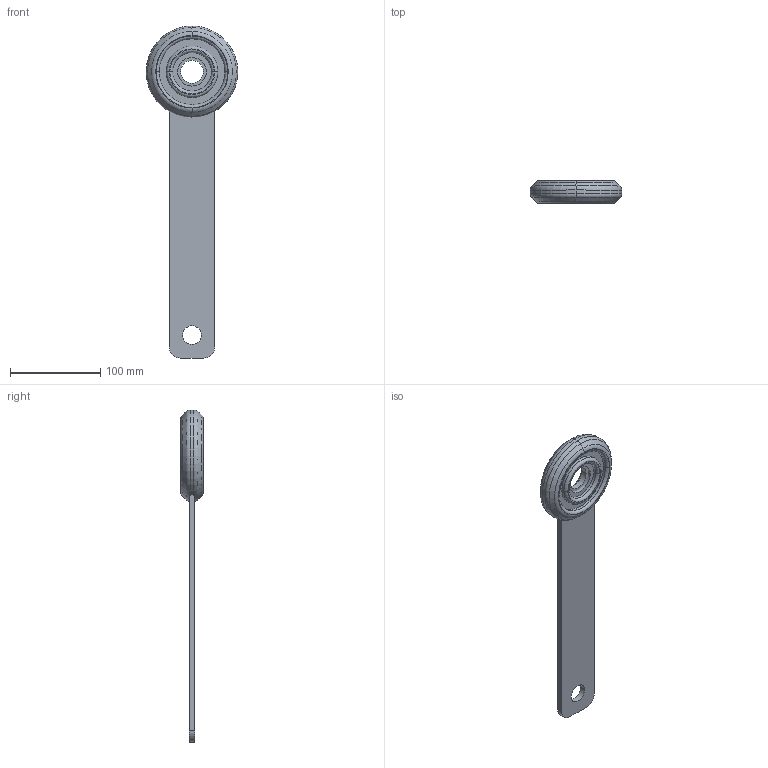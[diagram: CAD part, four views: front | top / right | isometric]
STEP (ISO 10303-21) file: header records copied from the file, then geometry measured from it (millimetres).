
FILE_DESCRIPTION(('CATIA V5 STEP Exchange','CAx-IF Rec.Pracs.--- Model Styling and Organization---1.5--- 2016-08-15','CAx-IF Rec.Pracs.---Supplemental Geometry---1.0---2011-11-01','CAx-IF Rec.Pracs.--- Composite Materials ---1.1---2010-07-15'),'2;1');
FILE_NAME('DE1294 GLASS FLIPPER ASY.stp','2022-05-04T19:33:17+00:00',('none'),('none'),'CATIA Version 5-6 Release 2020 SP3 HF5','CATIA V5 STEP AP214 Edition 3 v2','none');
FILE_SCHEMA(('AUTOMOTIVE_DESIGN { 1 0 10303 214 3 1 1 1 }'));
Length unit declared in the file: inch
Products named in the file (3): DE1294 GLASS FLIPPER ASY; DE1294 GLASS FLIPPER ARM; DE1294 GLASS FLIPPER OVERMOLD HEAD
Assembly tree (2 placements, depth 2):
  DE1294 GLASS FLIPPER ASY
    DE1294 GLASS FLIPPER ARM
    DE1294 GLASS FLIPPER OVERMOLD HEAD
Bounding box: 101.6 x 25.4 x 368.3 mm (x, y, z)
Volume: 235017.5 mm3; surface area: 63713.5 mm2
Topology: 2 solids, 2 shells, 64 faces, 138 edges, 84 vertices
Faces by surface type: cylinder 26, torus 20, plane 14, cone 4
Entity records: 1685 total; most frequent: ORIENTED_EDGE 276, CARTESIAN_POINT 275, DIRECTION 244, AXIS2_PLACEMENT_3D 149, EDGE_CURVE 138, CIRCLE 96, VERTEX_POINT 84, EDGE_LOOP 78
